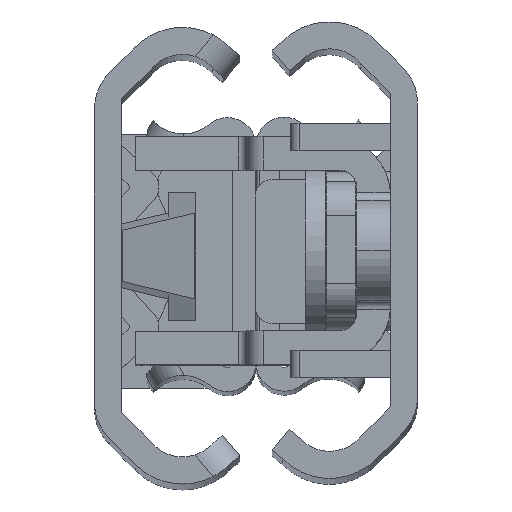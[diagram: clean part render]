
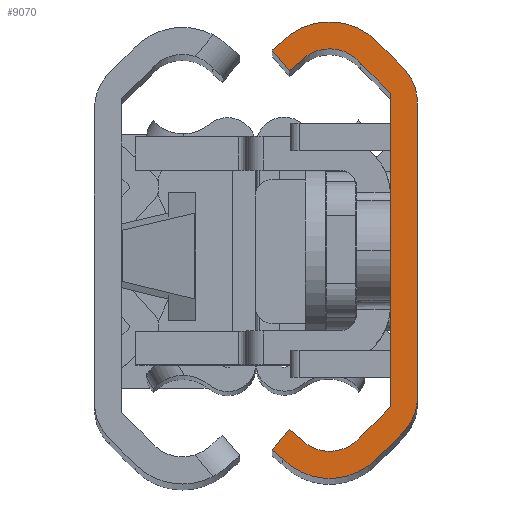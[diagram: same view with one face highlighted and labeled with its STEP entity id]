
A CAD part, top view. The second image highlights one B-rep face of the part: STEP entity #9070.
In plain terms, the highlighted planar face has unit normal (0, 0, 1).
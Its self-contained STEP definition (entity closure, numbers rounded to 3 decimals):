
#174 = CARTESIAN_POINT ( 'NONE',  ( 2.414, 12.346, 0. ) ) ;
#441 = DIRECTION ( 'NONE',  ( 0., 0., 1. ) ) ;
#514 = EDGE_CURVE ( 'NONE', #988, #10224, #10737, .T. ) ;
#604 = LINE ( 'NONE', #2654, #3775 ) ;
#732 = EDGE_CURVE ( 'NONE', #10026, #5979, #12023, .T. ) ;
#755 = CARTESIAN_POINT ( 'NONE',  ( 8.6, -11.831, 0. ) ) ;
#872 = VERTEX_POINT ( 'NONE', #11311 ) ;
#875 = VERTEX_POINT ( 'NONE', #6436 ) ;
#973 = EDGE_CURVE ( 'NONE', #872, #1370, #2870, .T. ) ;
#988 = VERTEX_POINT ( 'NONE', #11933 ) ;
#1019 = CARTESIAN_POINT ( 'NONE',  ( 2.414, 12.346, 0. ) ) ;
#1041 = DIRECTION ( 'NONE',  ( 0., 1., 0. ) ) ;
#1103 = VECTOR ( 'NONE', #7762, 1000. ) ;
#1370 = VERTEX_POINT ( 'NONE', #11919 ) ;
#1394 = CARTESIAN_POINT ( 'NONE',  ( 3., 8.689, 0. ) ) ;
#1399 = DIRECTION ( 'NONE',  ( 1., 0., 0. ) ) ;
#1537 = EDGE_CURVE ( 'NONE', #7249, #3035, #2275, .T. ) ;
#1607 = ORIENTED_EDGE ( 'NONE', *, *, #11343, .T. ) ;
#1639 = LINE ( 'NONE', #5321, #2373 ) ;
#1848 = VECTOR ( 'NONE', #10991, 1000. ) ;
#2172 = CARTESIAN_POINT ( 'NONE',  ( 7.986, -12.346, 0. ) ) ;
#2275 = LINE ( 'NONE', #6386, #4492 ) ;
#2302 = VECTOR ( 'NONE', #4918, 1000. ) ;
#2342 = LINE ( 'NONE', #7168, #12001 ) ;
#2367 = ORIENTED_EDGE ( 'NONE', *, *, #7893, .T. ) ;
#2373 = VECTOR ( 'NONE', #9243, 1000. ) ;
#2555 = LINE ( 'NONE', #4414, #6212 ) ;
#2607 = LINE ( 'NONE', #4669, #9600 ) ;
#2627 = CARTESIAN_POINT ( 'NONE',  ( 3.359, -11.028, 0. ) ) ;
#2634 = VERTEX_POINT ( 'NONE', #174 ) ;
#2654 = CARTESIAN_POINT ( 'NONE',  ( 2.414, -12.346, 0. ) ) ;
#2680 = DIRECTION ( 'NONE',  ( 1., 0., 0. ) ) ;
#2866 = ORIENTED_EDGE ( 'NONE', *, *, #1537, .T. ) ;
#2870 = CIRCLE ( 'NONE', #6360, 2.38 ) ;
#2972 = VERTEX_POINT ( 'NONE', #9674 ) ;
#3013 = CARTESIAN_POINT ( 'NONE',  ( 3.359, 11.028, 0. ) ) ;
#3035 = VERTEX_POINT ( 'NONE', #755 ) ;
#3197 = FACE_OUTER_BOUND ( 'NONE', #10418, .T. ) ;
#3200 = CARTESIAN_POINT ( 'NONE',  ( 7.572, -10.605, 0. ) ) ;
#3312 = DIRECTION ( 'NONE',  ( 0., 0., 1. ) ) ;
#3317 = DIRECTION ( 'NONE',  ( 0., 0., 1. ) ) ;
#3711 = EDGE_CURVE ( 'NONE', #4410, #6951, #2607, .T. ) ;
#3755 = ORIENTED_EDGE ( 'NONE', *, *, #12496, .T. ) ;
#3775 = VECTOR ( 'NONE', #7531, 1000. ) ;
#4025 = EDGE_CURVE ( 'NONE', #6951, #12348, #4896, .T. ) ;
#4131 = ORIENTED_EDGE ( 'NONE', *, *, #973, .T. ) ;
#4150 = AXIS2_PLACEMENT_3D ( 'NONE', #10188, #3317, #1399 ) ;
#4206 = ORIENTED_EDGE ( 'NONE', *, *, #6683, .T. ) ;
#4312 = CARTESIAN_POINT ( 'NONE',  ( 6.974, -11.106, 0. ) ) ;
#4410 = VERTEX_POINT ( 'NONE', #3200 ) ;
#4414 = CARTESIAN_POINT ( 'NONE',  ( 0., -8.689, 0. ) ) ;
#4492 = VECTOR ( 'NONE', #12105, 1000. ) ;
#4498 = DIRECTION ( 'NONE',  ( 1., 0., 0. ) ) ;
#4669 = CARTESIAN_POINT ( 'NONE',  ( 7.572, -10.605, 0. ) ) ;
#4677 = CARTESIAN_POINT ( 'NONE',  ( 5.2, -9.56, 0. ) ) ;
#4896 = CIRCLE ( 'NONE', #5313, 2.38 ) ;
#4918 = DIRECTION ( 'NONE',  ( 0.643, 0.766, 0. ) ) ;
#4942 = DIRECTION ( 'NONE',  ( -0.707, -0.707, 0. ) ) ;
#5003 = ORIENTED_EDGE ( 'NONE', *, *, #10813, .T. ) ;
#5031 = CARTESIAN_POINT ( 'NONE',  ( 5.2, 9.56, 0. ) ) ;
#5106 = DIRECTION ( 'NONE',  ( -0.707, 0.707, 0. ) ) ;
#5164 = VERTEX_POINT ( 'NONE', #12224 ) ;
#5172 = CARTESIAN_POINT ( 'NONE',  ( 2.414, -12.346, 0. ) ) ;
#5313 = AXIS2_PLACEMENT_3D ( 'NONE', #11125, #5471, #4498 ) ;
#5321 = CARTESIAN_POINT ( 'NONE',  ( 7.572, 10.605, 0. ) ) ;
#5471 = DIRECTION ( 'NONE',  ( 0., 0., -1. ) ) ;
#5781 = AXIS2_PLACEMENT_3D ( 'NONE', #5031, #5801, #11775 ) ;
#5795 = ORIENTED_EDGE ( 'NONE', *, *, #3711, .T. ) ;
#5801 = DIRECTION ( 'NONE',  ( 0., 0., 1. ) ) ;
#5845 = CARTESIAN_POINT ( 'NONE',  ( 1.6, 9.269, 0. ) ) ;
#5979 = VERTEX_POINT ( 'NONE', #10066 ) ;
#6015 = LINE ( 'NONE', #10755, #2302 ) ;
#6212 = VECTOR ( 'NONE', #9368, 1000. ) ;
#6307 = CARTESIAN_POINT ( 'NONE',  ( 8.6, 11.831, 0. ) ) ;
#6334 = EDGE_CURVE ( 'NONE', #3035, #4410, #11852, .T. ) ;
#6347 = CARTESIAN_POINT ( 'NONE',  ( 0., 8.689, 0. ) ) ;
#6360 = AXIS2_PLACEMENT_3D ( 'NONE', #10833, #7059, #11027 ) ;
#6386 = CARTESIAN_POINT ( 'NONE',  ( 8.6, -11.831, 0. ) ) ;
#6432 = VERTEX_POINT ( 'NONE', #5172 ) ;
#6436 = CARTESIAN_POINT ( 'NONE',  ( 7.572, 10.605, 0. ) ) ;
#6627 = AXIS2_PLACEMENT_3D ( 'NONE', #4677, #7557, #2680 ) ;
#6654 = AXIS2_PLACEMENT_3D ( 'NONE', #1394, #3312, #8075 ) ;
#6683 = EDGE_CURVE ( 'NONE', #5979, #2634, #8645, .T. ) ;
#6729 = ORIENTED_EDGE ( 'NONE', *, *, #514, .T. ) ;
#6792 = VECTOR ( 'NONE', #6978, 1000. ) ;
#6849 = CARTESIAN_POINT ( 'NONE',  ( 8.6, -11.831, 0. ) ) ;
#6951 = VERTEX_POINT ( 'NONE', #4312 ) ;
#6978 = DIRECTION ( 'NONE',  ( -0.643, 0.766, 0. ) ) ;
#7059 = DIRECTION ( 'NONE',  ( 0., 0., -1. ) ) ;
#7073 = CARTESIAN_POINT ( 'NONE',  ( 0.879, -10.811, 0. ) ) ;
#7168 = CARTESIAN_POINT ( 'NONE',  ( 3.359, -11.028, 0. ) ) ;
#7234 = AXIS2_PLACEMENT_3D ( 'NONE', #9247, #441, #12139 ) ;
#7249 = VERTEX_POINT ( 'NONE', #2172 ) ;
#7347 = EDGE_CURVE ( 'NONE', #5164, #10237, #10716, .T. ) ;
#7531 = DIRECTION ( 'NONE',  ( 0.707, -0.707, 0. ) ) ;
#7557 = DIRECTION ( 'NONE',  ( 0., 0., 1. ) ) ;
#7591 = ORIENTED_EDGE ( 'NONE', *, *, #10233, .T. ) ;
#7592 = EDGE_CURVE ( 'NONE', #875, #10026, #6015, .T. ) ;
#7707 = VECTOR ( 'NONE', #4942, 1000. ) ;
#7762 = DIRECTION ( 'NONE',  ( 0.707, 0.707, 0. ) ) ;
#7843 = CARTESIAN_POINT ( 'NONE',  ( 1.6, 9.269, 0. ) ) ;
#7893 = EDGE_CURVE ( 'NONE', #12573, #5164, #2555, .T. ) ;
#8075 = DIRECTION ( 'NONE',  ( 1., 0., 0. ) ) ;
#8191 = ORIENTED_EDGE ( 'NONE', *, *, #11191, .T. ) ;
#8645 = CIRCLE ( 'NONE', #5781, 3.94 ) ;
#9070 = ADVANCED_FACE ( 'NONE', ( #3197 ), #12200, .T. ) ;
#9218 = EDGE_CURVE ( 'NONE', #6432, #7249, #12167, .T. ) ;
#9243 = DIRECTION ( 'NONE',  ( 0.766, -0.643, 0. ) ) ;
#9247 = CARTESIAN_POINT ( 'NONE',  ( 3., 8.689, 0. ) ) ;
#9350 = ORIENTED_EDGE ( 'NONE', *, *, #4025, .T. ) ;
#9368 = DIRECTION ( 'NONE',  ( 0., -1., 0. ) ) ;
#9400 = ORIENTED_EDGE ( 'NONE', *, *, #7347, .T. ) ;
#9600 = VECTOR ( 'NONE', #10627, 1000. ) ;
#9674 = CARTESIAN_POINT ( 'NONE',  ( 0.879, 10.811, 0. ) ) ;
#9951 = LINE ( 'NONE', #1019, #7707 ) ;
#10026 = VERTEX_POINT ( 'NONE', #12594 ) ;
#10044 = VECTOR ( 'NONE', #1041, 1000. ) ;
#10066 = CARTESIAN_POINT ( 'NONE',  ( 7.986, 12.346, 0. ) ) ;
#10188 = CARTESIAN_POINT ( 'NONE',  ( 3., -8.689, 0. ) ) ;
#10224 = VERTEX_POINT ( 'NONE', #5845 ) ;
#10233 = EDGE_CURVE ( 'NONE', #10224, #872, #10913, .T. ) ;
#10237 = VERTEX_POINT ( 'NONE', #7073 ) ;
#10343 = CIRCLE ( 'NONE', #6654, 3. ) ;
#10418 = EDGE_LOOP ( 'NONE', ( #5003, #2367, #9400, #1607, #10872, #2866, #11796, #5795, #9350, #8191, #6729, #7591, #4131, #11886, #11480, #11638, #4206, #3755 ) ) ;
#10627 = DIRECTION ( 'NONE',  ( -0.766, -0.643, 0. ) ) ;
#10716 = CIRCLE ( 'NONE', #4150, 3. ) ;
#10737 = LINE ( 'NONE', #7843, #10044 ) ;
#10755 = CARTESIAN_POINT ( 'NONE',  ( 8.6, 11.831, 0. ) ) ;
#10813 = EDGE_CURVE ( 'NONE', #2972, #12573, #10343, .T. ) ;
#10833 = CARTESIAN_POINT ( 'NONE',  ( 5.2, 9.52, 0. ) ) ;
#10872 = ORIENTED_EDGE ( 'NONE', *, *, #9218, .T. ) ;
#10913 = LINE ( 'NONE', #3013, #1103 ) ;
#10991 = DIRECTION ( 'NONE',  ( -0.766, 0.643, 0. ) ) ;
#11027 = DIRECTION ( 'NONE',  ( 1., 0., 0. ) ) ;
#11125 = CARTESIAN_POINT ( 'NONE',  ( 5.2, -9.52, 0. ) ) ;
#11191 = EDGE_CURVE ( 'NONE', #12348, #988, #2342, .T. ) ;
#11311 = CARTESIAN_POINT ( 'NONE',  ( 3.359, 11.028, 0. ) ) ;
#11343 = EDGE_CURVE ( 'NONE', #10237, #6432, #604, .T. ) ;
#11480 = ORIENTED_EDGE ( 'NONE', *, *, #7592, .T. ) ;
#11638 = ORIENTED_EDGE ( 'NONE', *, *, #732, .T. ) ;
#11775 = DIRECTION ( 'NONE',  ( 1., 0., 0. ) ) ;
#11796 = ORIENTED_EDGE ( 'NONE', *, *, #6334, .T. ) ;
#11852 = LINE ( 'NONE', #6849, #6792 ) ;
#11886 = ORIENTED_EDGE ( 'NONE', *, *, #12528, .T. ) ;
#11919 = CARTESIAN_POINT ( 'NONE',  ( 6.974, 11.106, 0. ) ) ;
#11933 = CARTESIAN_POINT ( 'NONE',  ( 1.6, -9.269, 0. ) ) ;
#12001 = VECTOR ( 'NONE', #5106, 1000. ) ;
#12023 = LINE ( 'NONE', #6307, #1848 ) ;
#12105 = DIRECTION ( 'NONE',  ( 0.766, 0.643, 0. ) ) ;
#12139 = DIRECTION ( 'NONE',  ( 1., 0., 0. ) ) ;
#12167 = CIRCLE ( 'NONE', #6627, 3.94 ) ;
#12200 = PLANE ( 'NONE',  #7234 ) ;
#12224 = CARTESIAN_POINT ( 'NONE',  ( 0., -8.689, 0. ) ) ;
#12348 = VERTEX_POINT ( 'NONE', #2627 ) ;
#12496 = EDGE_CURVE ( 'NONE', #2634, #2972, #9951, .T. ) ;
#12528 = EDGE_CURVE ( 'NONE', #1370, #875, #1639, .T. ) ;
#12573 = VERTEX_POINT ( 'NONE', #6347 ) ;
#12594 = CARTESIAN_POINT ( 'NONE',  ( 8.6, 11.831, 0. ) ) ;
